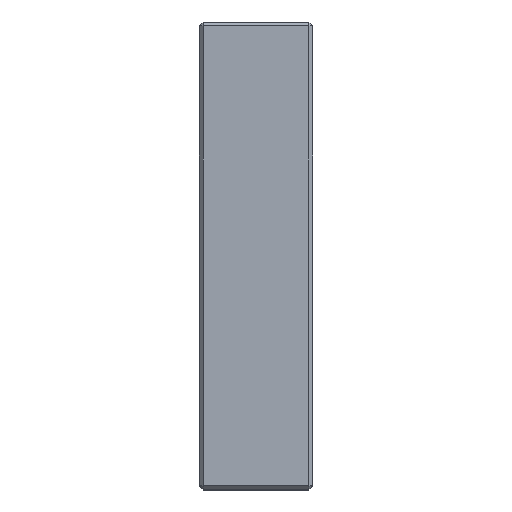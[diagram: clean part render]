
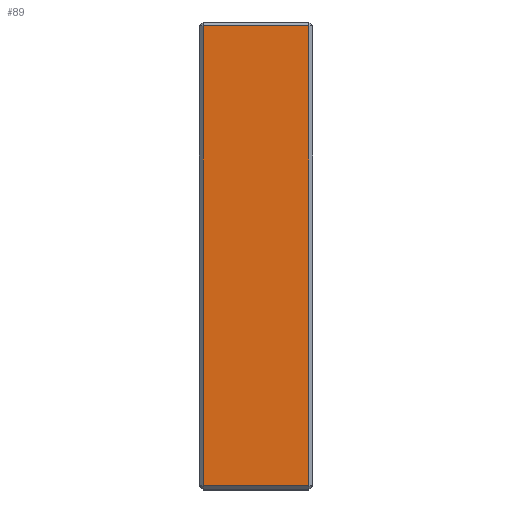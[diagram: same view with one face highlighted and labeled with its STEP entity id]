
A CAD part, top view. The second image highlights one B-rep face of the part: STEP entity #89.
In plain terms, the highlighted planar face has unit normal (0, 0, 1).
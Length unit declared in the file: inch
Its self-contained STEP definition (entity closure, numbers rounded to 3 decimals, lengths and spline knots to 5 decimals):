
#22 = VERTEX_POINT ( 'NONE', #1733 ) ;
#89 = ADVANCED_FACE ( 'NONE', ( #1377 ), #1678, .F. ) ;
#108 = AXIS2_PLACEMENT_3D ( 'NONE', #1676, #1699, #1661 ) ;
#157 = EDGE_CURVE ( 'NONE', #1290, #335, #1977, .T. ) ;
#234 = EDGE_CURVE ( 'NONE', #335, #2122, #1764, .T. ) ;
#323 = EDGE_CURVE ( 'NONE', #22, #1290, #1615, .T. ) ;
#334 = EDGE_CURVE ( 'NONE', #2122, #22, #1518, .T. ) ;
#335 = VERTEX_POINT ( 'NONE', #673 ) ;
#427 = ORIENTED_EDGE ( 'NONE', *, *, #323, .T. ) ;
#438 = ORIENTED_EDGE ( 'NONE', *, *, #157, .T. ) ;
#464 = ORIENTED_EDGE ( 'NONE', *, *, #234, .T. ) ;
#480 = ORIENTED_EDGE ( 'NONE', *, *, #334, .T. ) ;
#663 = DIRECTION ( 'NONE',  ( -1., 0., 0. ) ) ;
#667 = CARTESIAN_POINT ( 'NONE',  ( 0.05906, 0.24016, 0.19685 ) ) ;
#673 = CARTESIAN_POINT ( 'NONE',  ( 0.05512, -0.24016, 0.19685 ) ) ;
#728 = DIRECTION ( 'NONE',  ( 0., -1., 0. ) ) ;
#808 = CARTESIAN_POINT ( 'NONE',  ( -0.05512, -0.24409, 0.19685 ) ) ;
#1281 = DIRECTION ( 'NONE',  ( 0., 1., 0. ) ) ;
#1290 = VERTEX_POINT ( 'NONE', #1630 ) ;
#1291 = CARTESIAN_POINT ( 'NONE',  ( 0.05512, 0.24409, 0.19685 ) ) ;
#1377 = FACE_OUTER_BOUND ( 'NONE', #1618, .T. ) ;
#1518 = LINE ( 'NONE', #667, #1534 ) ;
#1534 = VECTOR ( 'NONE', #663, 39.37008 ) ;
#1554 = CARTESIAN_POINT ( 'NONE',  ( 0.05906, -0.24016, 0.19685 ) ) ;
#1567 = DIRECTION ( 'NONE',  ( 1., 0., 0. ) ) ;
#1571 = VECTOR ( 'NONE', #728, 39.37008 ) ;
#1615 = LINE ( 'NONE', #808, #1571 ) ;
#1618 = EDGE_LOOP ( 'NONE', ( #427, #438, #464, #480 ) ) ;
#1630 = CARTESIAN_POINT ( 'NONE',  ( -0.05512, -0.24016, 0.19685 ) ) ;
#1661 = DIRECTION ( 'NONE',  ( 0., 1., 0. ) ) ;
#1676 = CARTESIAN_POINT ( 'NONE',  ( 0.05906, 0.24409, 0.19685 ) ) ;
#1678 = PLANE ( 'NONE',  #108 ) ;
#1699 = DIRECTION ( 'NONE',  ( 0., 0., -1. ) ) ;
#1733 = CARTESIAN_POINT ( 'NONE',  ( -0.05512, 0.24016, 0.19685 ) ) ;
#1752 = VECTOR ( 'NONE', #1281, 39.37008 ) ;
#1764 = LINE ( 'NONE', #1291, #1752 ) ;
#1977 = LINE ( 'NONE', #1554, #1981 ) ;
#1981 = VECTOR ( 'NONE', #1567, 39.37008 ) ;
#2122 = VERTEX_POINT ( 'NONE', #2154 ) ;
#2154 = CARTESIAN_POINT ( 'NONE',  ( 0.05512, 0.24016, 0.19685 ) ) ;
